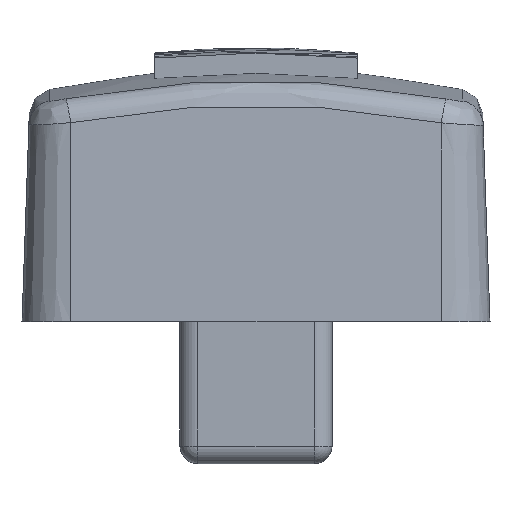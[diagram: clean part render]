
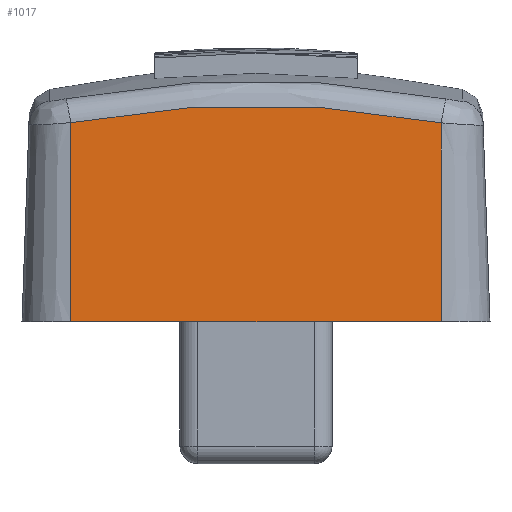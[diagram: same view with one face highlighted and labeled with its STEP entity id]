
A CAD part, left-side view. The second image highlights one B-rep face of the part: STEP entity #1017.
In plain terms, the highlighted planar face has unit normal (-0.999, 0, 0.035).
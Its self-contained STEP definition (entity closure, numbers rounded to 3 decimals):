
#494=PLANE('',#3247);
#560=FACE_OUTER_BOUND('',#1227,.T.);
#761=LINE('',#4863,#897);
#762=LINE('',#4871,#898);
#763=LINE('',#4873,#899);
#897=VECTOR('',#3507,1.);
#898=VECTOR('',#3508,1.);
#899=VECTOR('',#3509,1.);
#1017=ADVANCED_FACE('',(#560),#494,.T.);
#1227=EDGE_LOOP('',(#1530,#1531,#1532,#1533));
#1530=ORIENTED_EDGE('',*,*,#2691,.F.);
#1531=ORIENTED_EDGE('',*,*,#2692,.T.);
#1532=ORIENTED_EDGE('',*,*,#2693,.T.);
#1533=ORIENTED_EDGE('',*,*,#2694,.T.);
#2418=VERTEX_POINT('',#4864);
#2419=VERTEX_POINT('',#4865);
#2420=VERTEX_POINT('',#4870);
#2421=VERTEX_POINT('',#4872);
#2691=EDGE_CURVE('',#2418,#2419,#761,.T.);
#2692=EDGE_CURVE('',#2418,#2420,#3105,.T.);
#2693=EDGE_CURVE('',#2420,#2421,#762,.T.);
#2694=EDGE_CURVE('',#2421,#2419,#763,.T.);
#3105=B_SPLINE_CURVE_WITH_KNOTS('',3,(#4866,#4867,#4868,#4869),
 .UNSPECIFIED.,.F.,.F.,(4,4),(0.,1.),.UNSPECIFIED.);
#3247=AXIS2_PLACEMENT_3D('',#4874,#3510,#3511);
#3507=DIRECTION('',(-0.035,0.,-0.999));
#3508=DIRECTION('',(-0.035,0.,-0.999));
#3509=DIRECTION('',(0.,-1.,0.));
#3510=DIRECTION('',(-0.999,0.,0.035));
#3511=DIRECTION('',(0.035,0.,0.999));
#4863=CARTESIAN_POINT('',(-6.9,-3.65,0.));
#4864=CARTESIAN_POINT('',(-6.728,-3.65,4.924));
#4865=CARTESIAN_POINT('',(-6.865,-3.65,1.));
#4866=CARTESIAN_POINT('',(-6.728,-3.65,4.924));
#4867=CARTESIAN_POINT('',(-6.712,-1.235,5.39));
#4868=CARTESIAN_POINT('',(-6.712,1.234,5.392));
#4869=CARTESIAN_POINT('',(-6.728,3.65,4.928));
#4870=CARTESIAN_POINT('',(-6.728,3.65,4.928));
#4871=CARTESIAN_POINT('',(-6.9,3.65,0.));
#4872=CARTESIAN_POINT('',(-6.865,3.65,1.));
#4873=CARTESIAN_POINT('',(-6.865,3.65,1.));
#4874=CARTESIAN_POINT('',(-6.9,3.65,0.));
